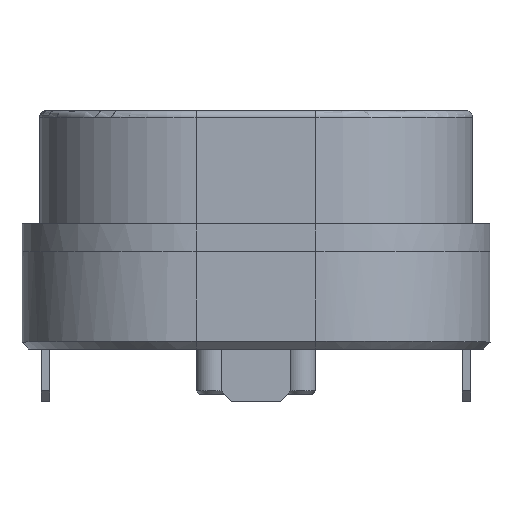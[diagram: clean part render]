
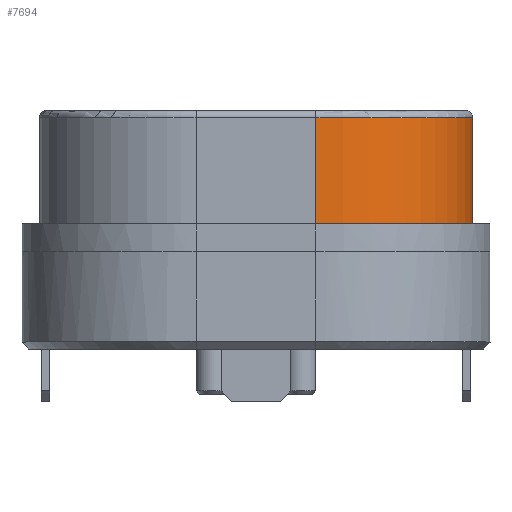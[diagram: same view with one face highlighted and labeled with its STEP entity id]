
A CAD part, left-side view. The second image highlights one B-rep face of the part: STEP entity #7694.
In plain terms, the highlighted cylindrical face has radius 4.5 mm (diameter 9 mm), a partial arc.
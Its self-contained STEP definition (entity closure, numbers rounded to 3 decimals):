
#62 = CARTESIAN_POINT ( 'NONE',  ( -159.19, -6.22, -3.05 ) ) ;
#125 = EDGE_LOOP ( 'NONE', ( #16745, #1093, #8393, #22227 ) ) ;
#490 = CYLINDRICAL_SURFACE ( 'NONE', #3108, 4.5 ) ;
#1093 = ORIENTED_EDGE ( 'NONE', *, *, #10438, .T. ) ;
#1515 = CARTESIAN_POINT ( 'NONE',  ( -163.69, -1.72, -3.05 ) ) ;
#1815 = CARTESIAN_POINT ( 'NONE',  ( -159.19, -6.22, -3.05 ) ) ;
#1876 = B_SPLINE_CURVE_WITH_KNOTS ( 'NONE', 3,
 ( #1515, #8820, #24728, #3620, #27362, #22714, #27660, #3776, #20268, #1815 ),
 .UNSPECIFIED., .F., .F.,
 ( 4, 2, 2, 2, 4 ),
 ( 0., 0.25, 0.5, 0.75, 1. ),
 .UNSPECIFIED. ) ;
#2095 = CARTESIAN_POINT ( 'NONE',  ( -161.955, -5.319, 0. ) ) ;
#3108 = AXIS2_PLACEMENT_3D ( 'NONE', #19413, #24140, #21542 ) ;
#3242 = B_SPLINE_CURVE_WITH_KNOTS ( 'NONE', 3,
 ( #27569, #6417, #25093, #19872 ),
 .UNSPECIFIED., .F., .F.,
 ( 4, 4 ),
 ( 0., 1. ),
 .UNSPECIFIED. ) ;
#3620 = CARTESIAN_POINT ( 'NONE',  ( -163.122, -3.986, -3.05 ) ) ;
#3776 = CARTESIAN_POINT ( 'NONE',  ( -160.368, -6.103, -3.05 ) ) ;
#4414 = CARTESIAN_POINT ( 'NONE',  ( -163.69, -1.72, -3.05 ) ) ;
#5004 = VERTEX_POINT ( 'NONE', #25667 ) ;
#6417 = CARTESIAN_POINT ( 'NONE',  ( -159.19, -6.22, -2.033 ) ) ;
#7265 = CARTESIAN_POINT ( 'NONE',  ( -161.456, -5.652, 0. ) ) ;
#7694 = ADVANCED_FACE ( 'NONE', ( #8468 ), #490, .T. ) ;
#7920 = CARTESIAN_POINT ( 'NONE',  ( -163.69, -1.72, -1.017 ) ) ;
#8393 = ORIENTED_EDGE ( 'NONE', *, *, #26913, .F. ) ;
#8468 = FACE_OUTER_BOUND ( 'NONE', #125, .T. ) ;
#8820 = CARTESIAN_POINT ( 'NONE',  ( -163.69, -2.309, -3.05 ) ) ;
#10438 = EDGE_CURVE ( 'NONE', #21276, #5004, #3242, .T. ) ;
#14396 = EDGE_CURVE ( 'NONE', #24394, #21276, #1876, .T. ) ;
#14982 = CARTESIAN_POINT ( 'NONE',  ( -163.69, -1.72, -3.05 ) ) ;
#15559 = CARTESIAN_POINT ( 'NONE',  ( -163.69, -2.309, 0. ) ) ;
#16612 = CARTESIAN_POINT ( 'NONE',  ( -159.779, -6.22, 0. ) ) ;
#16745 = ORIENTED_EDGE ( 'NONE', *, *, #14396, .T. ) ;
#16934 = B_SPLINE_CURVE_WITH_KNOTS ( 'NONE', 3,
 ( #22424, #15559, #28245, #21311, #23459, #2095, #7265, #27963, #16612, #18734 ),
 .UNSPECIFIED., .F., .F.,
 ( 4, 2, 2, 2, 4 ),
 ( 0., 0.25, 0.5, 0.75, 1. ),
 .UNSPECIFIED. ) ;
#17479 = B_SPLINE_CURVE_WITH_KNOTS ( 'NONE', 3,
 ( #28888, #7920, #26621, #14982 ),
 .UNSPECIFIED., .F., .F.,
 ( 4, 4 ),
 ( 0., 1. ),
 .UNSPECIFIED. ) ;
#18734 = CARTESIAN_POINT ( 'NONE',  ( -159.19, -6.22, 0. ) ) ;
#19413 = CARTESIAN_POINT ( 'NONE',  ( -159.19, -1.72, -3.111 ) ) ;
#19872 = CARTESIAN_POINT ( 'NONE',  ( -159.19, -6.22, 0. ) ) ;
#20268 = CARTESIAN_POINT ( 'NONE',  ( -159.779, -6.22, -3.05 ) ) ;
#21276 = VERTEX_POINT ( 'NONE', #62 ) ;
#21311 = CARTESIAN_POINT ( 'NONE',  ( -163.122, -3.986, 0. ) ) ;
#21542 = DIRECTION ( 'NONE',  ( 1., 0., 0. ) ) ;
#22227 = ORIENTED_EDGE ( 'NONE', *, *, #22404, .T. ) ;
#22404 = EDGE_CURVE ( 'NONE', #24887, #24394, #17479, .T. ) ;
#22424 = CARTESIAN_POINT ( 'NONE',  ( -163.69, -1.72, 0. ) ) ;
#22714 = CARTESIAN_POINT ( 'NONE',  ( -161.955, -5.319, -3.05 ) ) ;
#23459 = CARTESIAN_POINT ( 'NONE',  ( -162.789, -4.485, 0. ) ) ;
#23542 = CARTESIAN_POINT ( 'NONE',  ( -163.69, -1.72, 0. ) ) ;
#24140 = DIRECTION ( 'NONE',  ( 0., 0., 1. ) ) ;
#24394 = VERTEX_POINT ( 'NONE', #4414 ) ;
#24728 = CARTESIAN_POINT ( 'NONE',  ( -163.573, -2.898, -3.05 ) ) ;
#24887 = VERTEX_POINT ( 'NONE', #23542 ) ;
#25093 = CARTESIAN_POINT ( 'NONE',  ( -159.19, -6.22, -1.017 ) ) ;
#25667 = CARTESIAN_POINT ( 'NONE',  ( -159.19, -6.22, 0. ) ) ;
#26621 = CARTESIAN_POINT ( 'NONE',  ( -163.69, -1.72, -2.033 ) ) ;
#26913 = EDGE_CURVE ( 'NONE', #24887, #5004, #16934, .T. ) ;
#27362 = CARTESIAN_POINT ( 'NONE',  ( -162.789, -4.485, -3.05 ) ) ;
#27569 = CARTESIAN_POINT ( 'NONE',  ( -159.19, -6.22, -3.05 ) ) ;
#27660 = CARTESIAN_POINT ( 'NONE',  ( -161.456, -5.652, -3.05 ) ) ;
#27963 = CARTESIAN_POINT ( 'NONE',  ( -160.368, -6.103, 0. ) ) ;
#28245 = CARTESIAN_POINT ( 'NONE',  ( -163.573, -2.898, 0. ) ) ;
#28888 = CARTESIAN_POINT ( 'NONE',  ( -163.69, -1.72, 0. ) ) ;
